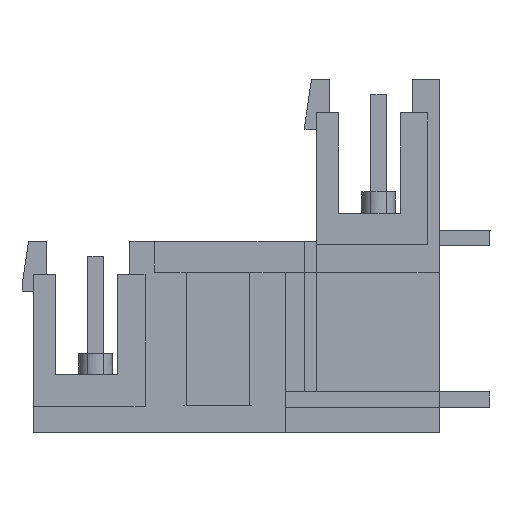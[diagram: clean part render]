
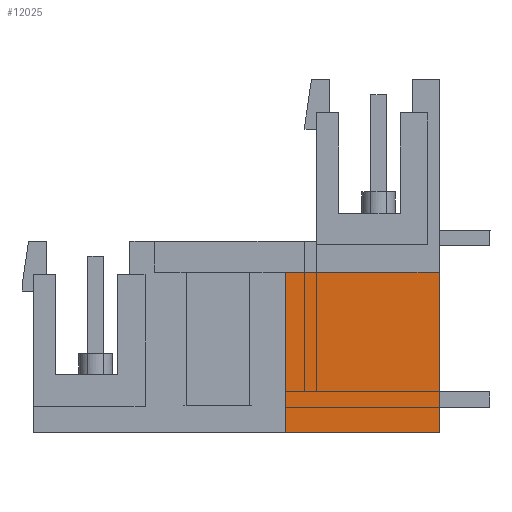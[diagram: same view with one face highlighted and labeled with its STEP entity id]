
A CAD part, left-side view. The second image highlights one B-rep face of the part: STEP entity #12025.
In plain terms, the highlighted planar face has unit normal (-1, 0, 0).
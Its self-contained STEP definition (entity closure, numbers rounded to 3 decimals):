
#12005=AXIS2_PLACEMENT_3D('Plane Axis2P3D',#12002,#12003,#12004) ;
#4702=CARTESIAN_POINT('Vertex',(2.52,3.2,10.06)) ;
#4705=CARTESIAN_POINT('Line Origine',(2.52,3.2,5.03)) ;
#4709=CARTESIAN_POINT('Vertex',(2.52,3.2,0.)) ;
#11980=CARTESIAN_POINT('Line Origine',(2.52,8.025,0.)) ;
#11984=CARTESIAN_POINT('Vertex',(2.52,12.85,0.)) ;
#12002=CARTESIAN_POINT('Axis2P3D Location',(2.52,3.2,10.06)) ;
#12007=CARTESIAN_POINT('Line Origine',(2.52,8.025,10.06)) ;
#12011=CARTESIAN_POINT('Vertex',(2.52,12.85,10.06)) ;
#12014=CARTESIAN_POINT('Line Origine',(2.52,12.85,5.03)) ;
#4706=DIRECTION('Vector Direction',(0.,0.,-1.)) ;
#11981=DIRECTION('Vector Direction',(0.,1.,0.)) ;
#12003=DIRECTION('Axis2P3D Direction',(-1.,0.,0.)) ;
#12004=DIRECTION('Axis2P3D XDirection',(0.,1.,0.)) ;
#12008=DIRECTION('Vector Direction',(0.,1.,0.)) ;
#12015=DIRECTION('Vector Direction',(0.,0.,-1.)) ;
#4707=VECTOR('Line Direction',#4706,1.) ;
#11982=VECTOR('Line Direction',#11981,1.) ;
#12009=VECTOR('Line Direction',#12008,1.) ;
#12016=VECTOR('Line Direction',#12015,1.) ;
#12020=ORIENTED_EDGE('',*,*,#4711,.F.) ;
#12021=ORIENTED_EDGE('',*,*,#12013,.T.) ;
#12022=ORIENTED_EDGE('',*,*,#12018,.T.) ;
#12023=ORIENTED_EDGE('',*,*,#11986,.F.) ;
#12025=ADVANCED_FACE('HOUSING',(#12024),#12006,.T.) ;
#4711=EDGE_CURVE('',#4703,#4710,#4708,.T.) ;
#11986=EDGE_CURVE('',#4710,#11985,#11983,.T.) ;
#12013=EDGE_CURVE('',#4703,#12012,#12010,.T.) ;
#12018=EDGE_CURVE('',#12012,#11985,#12017,.T.) ;
#12019=EDGE_LOOP('',(#12020,#12021,#12022,#12023)) ;
#12024=FACE_OUTER_BOUND('',#12019,.T.) ;
#4708=LINE('Line',#4705,#4707) ;
#11983=LINE('Line',#11980,#11982) ;
#12010=LINE('Line',#12007,#12009) ;
#12017=LINE('Line',#12014,#12016) ;
#12006=PLANE('',#12005) ;
#4703=VERTEX_POINT('',#4702) ;
#4710=VERTEX_POINT('',#4709) ;
#11985=VERTEX_POINT('',#11984) ;
#12012=VERTEX_POINT('',#12011) ;
